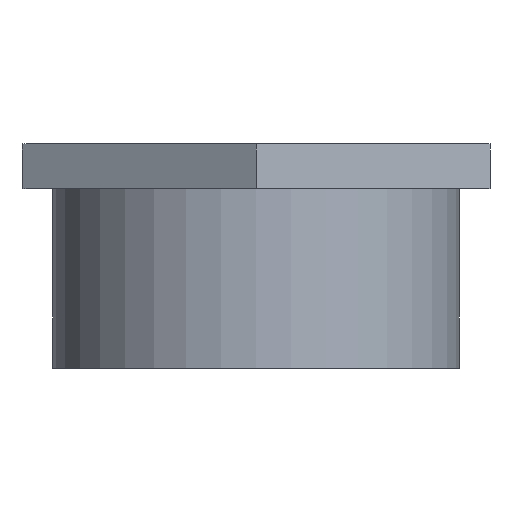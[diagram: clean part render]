
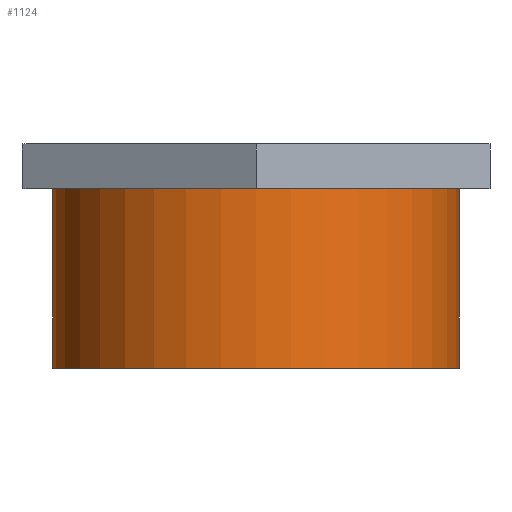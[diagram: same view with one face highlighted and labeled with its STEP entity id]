
A CAD part, front view. The second image highlights one B-rep face of the part: STEP entity #1124.
In plain terms, the highlighted cylindrical face has radius 31.75 mm (diameter 63.5 mm), a full revolution.
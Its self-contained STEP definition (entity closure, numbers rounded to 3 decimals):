
#16=CYLINDRICAL_SURFACE('',#1211,31.75);
#28=CIRCLE('',#1194,31.75);
#32=CIRCLE('',#1207,31.75);
#100=FACE_OUTER_BOUND('',#176,.T.);
#176=EDGE_LOOP('',(#991,#992,#993,#994));
#318=LINE('',#1807,#460);
#460=VECTOR('',#1501,31.75);
#539=VERTEX_POINT('',#1762);
#549=VERTEX_POINT('',#1799);
#677=EDGE_CURVE('',#539,#539,#28,.T.);
#695=EDGE_CURVE('',#549,#549,#32,.T.);
#698=EDGE_CURVE('',#549,#539,#318,.T.);
#991=ORIENTED_EDGE('',*,*,#695,.F.);
#992=ORIENTED_EDGE('',*,*,#698,.T.);
#993=ORIENTED_EDGE('',*,*,#677,.T.);
#994=ORIENTED_EDGE('',*,*,#698,.F.);
#1124=ADVANCED_FACE('',(#100),#16,.T.);
#1194=AXIS2_PLACEMENT_3D('',#1763,#1450,#1451);
#1207=AXIS2_PLACEMENT_3D('',#1800,#1490,#1491);
#1211=AXIS2_PLACEMENT_3D('',#1806,#1499,#1500);
#1450=DIRECTION('center_axis',(0.,0.,-1.));
#1451=DIRECTION('ref_axis',(1.,0.,0.));
#1490=DIRECTION('center_axis',(0.,0.,-1.));
#1491=DIRECTION('ref_axis',(1.,0.,0.));
#1499=DIRECTION('center_axis',(0.,0.,-1.));
#1500=DIRECTION('ref_axis',(1.,0.,0.));
#1501=DIRECTION('',(0.,0.,1.));
#1762=CARTESIAN_POINT('',(-31.75,0.,-7.));
#1763=CARTESIAN_POINT('Origin',(0.,0.,-7.));
#1799=CARTESIAN_POINT('',(-31.75,0.,-35.));
#1800=CARTESIAN_POINT('Origin',(0.,0.,-35.));
#1806=CARTESIAN_POINT('Origin',(0.,0.,0.));
#1807=CARTESIAN_POINT('',(-31.75,0.,0.));
